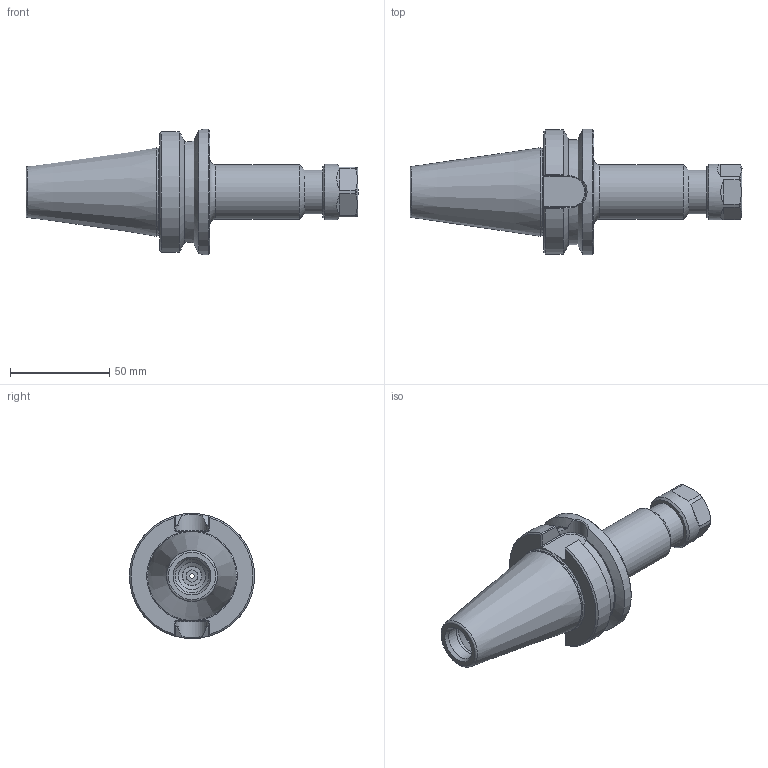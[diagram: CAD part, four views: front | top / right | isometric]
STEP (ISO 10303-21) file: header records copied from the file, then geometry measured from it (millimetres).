
FILE_DESCRIPTION(/* description */ ('ER COLLET CHUCK'),/* implementation_level */ '2;1');
FILE_NAME(/* name */ 'B40-16ERF400.stp',/* time_stamp */ '2017-01-17T09:51:48-05:00',/* author */ ('davhar'),/* organization */ (''),/* preprocessor_version */ 'ST-DEVELOPER v16.1',/* originating_system */ 'Autodesk Inventor 2016',/* authorisation */ '8 in^3');
FILE_SCHEMA (('AUTOMOTIVE_DESIGN { 1 0 10303 214 3 1 1 }'));
Length unit declared in the file: inch
Products named in the file (4): B40-16ER4-1; 16ERHN; BS-20; B40-16ERF400
Assembly tree (3 placements, depth 2):
  B40-16ERF400
    B40-16ER4-1
    16ERHN
    BS-20
Bounding box: 167 x 62.99 x 62.99 mm (x, y, z)
Volume: 155746.2 mm3; surface area: 33160 mm2
Topology: 3 solids, 3 shells, 121 faces, 298 edges, 188 vertices
Faces by surface type: plane 50, cylinder 33, cone 25, torus 11, bspline 2
Full cylindrical faces by diameter (mm): 2.286 x1, 9.461 x1, 9.728 x1, 10.973 x1, 11.176 x1, 12.4 x1, 13.843 x1, 17.013 x1, 17.623 x1, 20.5 x1, 22 x1, 23 x1, 27.432 x1, 28 x1, 43.942 x1, 62.992 x1
Entity records: 3698 total; most frequent: CARTESIAN_POINT 888, DIRECTION 558, ORIENTED_EDGE 506, EDGE_CURVE 253, AXIS2_PLACEMENT_3D 231, VERTEX_POINT 181, EDGE_LOOP 170, FACE_OUTER_BOUND 121
